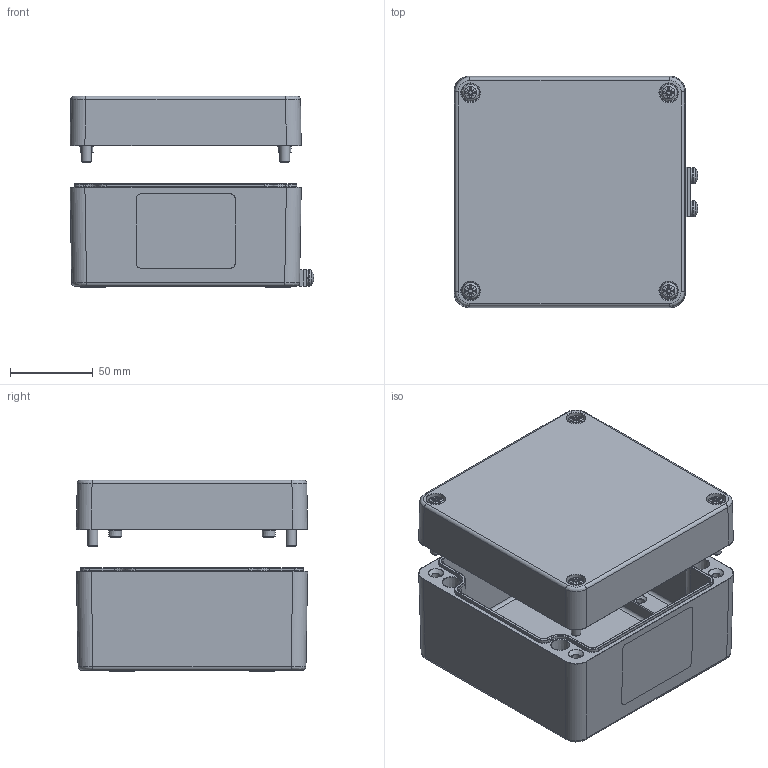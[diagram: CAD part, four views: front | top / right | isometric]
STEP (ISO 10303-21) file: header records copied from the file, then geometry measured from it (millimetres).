
FILE_DESCRIPTION((''),'2;1');
FILE_NAME('3111104500-MBA_141490.stp','2013-04-30T14:48:44',('robin.rentz'),(''),'Autodesk Inventor 2012','Autodesk Inventor 2012','');
FILE_SCHEMA(('AUTOMOTIVE_DESIGN { 1 0 10303 214 1 1 1 1 }'));
Length unit declared in the file: millimetre
Products named in the file (9): 3111104500-MBA_141490; 3111104500-UT_141490; 0100104501-OT-für-141490; Aussenerde m5 2; Aussenerde groß; AS 1968 5; BS EN ISO 8744 2 x 8; AS 1427 H - Metrisch M5 x 16; Schraube BM 6x35/10
Assembly tree (14 placements, depth 3):
  3111104500-MBA_141490
    3111104500-UT_141490
    0100104501-OT-für-141490
    Aussenerde m5 2
      Aussenerde groß  x2
      AS 1968 5  x2
      BS EN ISO 8744 2 x 8
      AS 1427 H - Metrisch M5 x 16  x2
    Schraube BM 6x35/10  x4
Bounding box: 147.71 x 139.99 x 116 mm (x, y, z)
Volume: 477164.6 mm3; surface area: 194000.4 mm2
Topology: 13 solids, 13 shells, 1885 faces, 4624 edges, 2877 vertices
Faces by surface type: plane 680, bspline 581, cylinder 321, torus 151, cone 139, sphere 13
Full cylindrical faces by diameter (mm): 2 x3, 4.134 x2, 4.51 x2, 4.917 x11, 5 x6, 5.2 x4, 5.4 x4, 5.5 x4, 6 x4, 7 x4, 8 x4, 8.5 x4, 10 x4
Entity records: 70931 total; most frequent: CARTESIAN_POINT 34497, ORIENTED_EDGE 7830, DIRECTION 6248, EDGE_CURVE 3915, VERTEX_POINT 2564, AXIS2_PLACEMENT_3D 2156, EDGE_LOOP 2093, VECTOR 1936
